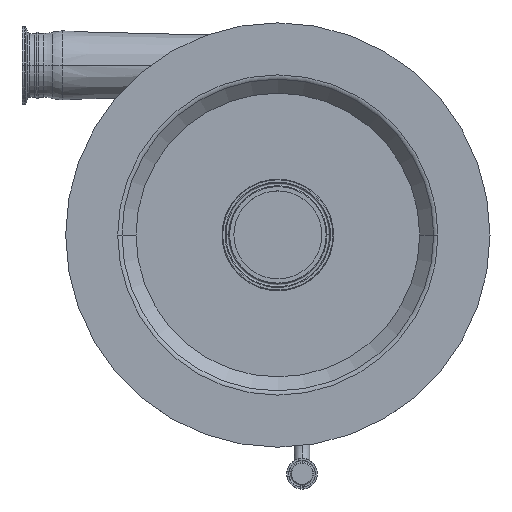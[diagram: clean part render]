
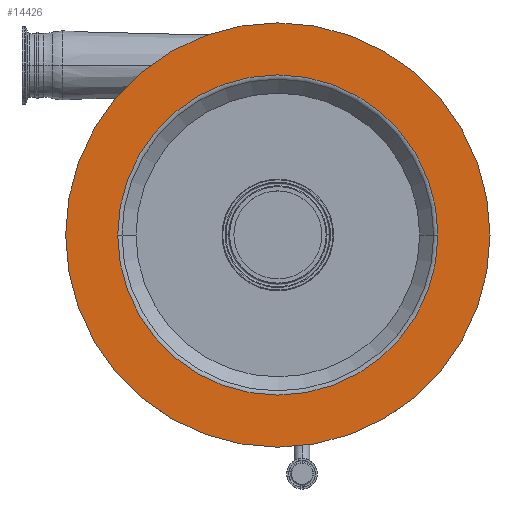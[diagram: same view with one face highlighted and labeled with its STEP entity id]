
A CAD part, top view. The second image highlights one B-rep face of the part: STEP entity #14426.
In plain terms, the highlighted planar face has unit normal (0, 0, 1).
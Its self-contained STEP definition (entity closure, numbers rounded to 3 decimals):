
#585 = CARTESIAN_POINT ( 'NONE',  ( 132.071, 0., 42. ) ) ;
#647 = DIRECTION ( 'NONE',  ( -1., 0., 0. ) ) ;
#1079 = CIRCLE ( 'NONE', #17285, 175. ) ;
#1228 = CARTESIAN_POINT ( 'NONE',  ( 175., 0., 42. ) ) ;
#1878 = CARTESIAN_POINT ( 'NONE',  ( 0., 0., 42. ) ) ;
#2252 = EDGE_LOOP ( 'NONE', ( #10994, #14282 ) ) ;
#2490 = FACE_OUTER_BOUND ( 'NONE', #8147, .T. ) ;
#2540 = VERTEX_POINT ( 'NONE', #585 ) ;
#3099 = DIRECTION ( 'NONE',  ( -1., 0., 0. ) ) ;
#3142 = CARTESIAN_POINT ( 'NONE',  ( -175., 0., 42. ) ) ;
#3444 = VERTEX_POINT ( 'NONE', #14186 ) ;
#4707 = EDGE_CURVE ( 'NONE', #3444, #2540, #16855, .T. ) ;
#5831 = EDGE_CURVE ( 'NONE', #12274, #7272, #6705, .T. ) ;
#6705 = CIRCLE ( 'NONE', #17866, 175. ) ;
#6712 = EDGE_CURVE ( 'NONE', #7272, #12274, #1079, .T. ) ;
#7057 = PLANE ( 'NONE',  #17104 ) ;
#7272 = VERTEX_POINT ( 'NONE', #1228 ) ;
#7871 = DIRECTION ( 'NONE',  ( 0., 0., -1. ) ) ;
#8147 = EDGE_LOOP ( 'NONE', ( #14459, #8767 ) ) ;
#8767 = ORIENTED_EDGE ( 'NONE', *, *, #6712, .F. ) ;
#10151 = DIRECTION ( 'NONE',  ( -1., 0., 0. ) ) ;
#10823 = AXIS2_PLACEMENT_3D ( 'NONE', #14130, #7871, #3099 ) ;
#10994 = ORIENTED_EDGE ( 'NONE', *, *, #4707, .T. ) ;
#12274 = VERTEX_POINT ( 'NONE', #3142 ) ;
#12986 = DIRECTION ( 'NONE',  ( 0., 0., -1. ) ) ;
#13599 = AXIS2_PLACEMENT_3D ( 'NONE', #1878, #17105, #18598 ) ;
#14130 = CARTESIAN_POINT ( 'NONE',  ( 0., 0., 42. ) ) ;
#14186 = CARTESIAN_POINT ( 'NONE',  ( -132.071, 0., 42. ) ) ;
#14252 = CARTESIAN_POINT ( 'NONE',  ( 0., 0., 42. ) ) ;
#14282 = ORIENTED_EDGE ( 'NONE', *, *, #14633, .T. ) ;
#14426 = ADVANCED_FACE ( 'NONE', ( #16417, #2490 ), #7057, .F. ) ;
#14459 = ORIENTED_EDGE ( 'NONE', *, *, #5831, .F. ) ;
#14633 = EDGE_CURVE ( 'NONE', #2540, #3444, #16465, .T. ) ;
#14913 = CARTESIAN_POINT ( 'NONE',  ( 0., 175., 42. ) ) ;
#15135 = DIRECTION ( 'NONE',  ( 0., 0., -1. ) ) ;
#16417 = FACE_BOUND ( 'NONE', #2252, .T. ) ;
#16465 = CIRCLE ( 'NONE', #13599, 132.071 ) ;
#16855 = CIRCLE ( 'NONE', #10823, 132.071 ) ;
#16932 = CARTESIAN_POINT ( 'NONE',  ( 0., 0., 42. ) ) ;
#17104 = AXIS2_PLACEMENT_3D ( 'NONE', #14913, #17827, #10151 ) ;
#17105 = DIRECTION ( 'NONE',  ( 0., 0., -1. ) ) ;
#17285 = AXIS2_PLACEMENT_3D ( 'NONE', #14252, #12986, #647 ) ;
#17827 = DIRECTION ( 'NONE',  ( 0., 0., -1. ) ) ;
#17866 = AXIS2_PLACEMENT_3D ( 'NONE', #16932, #15135, #18338 ) ;
#18338 = DIRECTION ( 'NONE',  ( -1., 0., 0. ) ) ;
#18598 = DIRECTION ( 'NONE',  ( -1., 0., 0. ) ) ;
